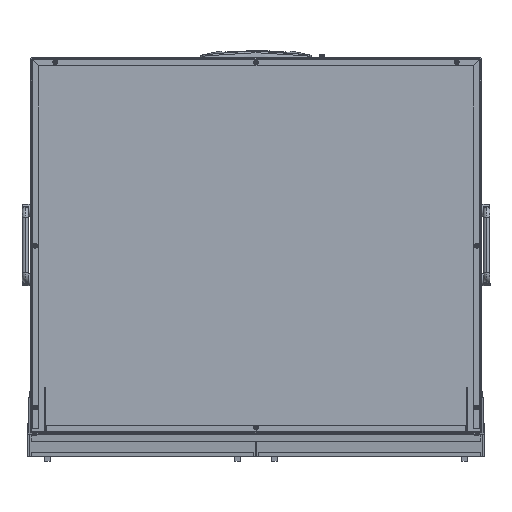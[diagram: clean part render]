
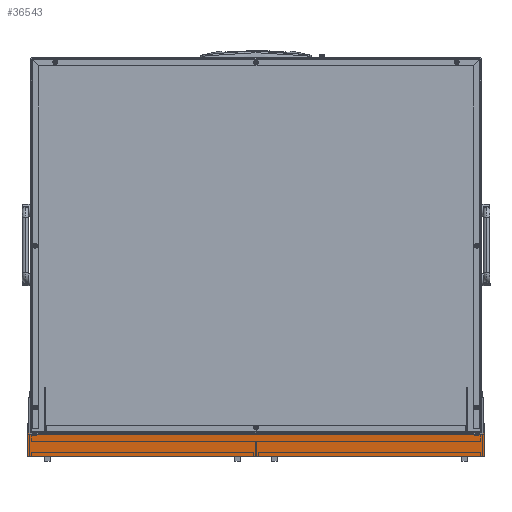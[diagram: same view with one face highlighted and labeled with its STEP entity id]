
A CAD part, front view. The second image highlights one B-rep face of the part: STEP entity #36543.
In plain terms, the highlighted face is planar.
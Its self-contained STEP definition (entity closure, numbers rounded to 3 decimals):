
#1290 = VECTOR ( 'NONE', #6449, 1000. ) ;
#2055 = VERTEX_POINT ( 'NONE', #10211 ) ;
#4266 = EDGE_CURVE ( 'NONE', #42438, #60325, #16151, .T. ) ;
#4691 = DIRECTION ( 'NONE',  ( -1., 0., 0. ) ) ;
#6010 = EDGE_CURVE ( 'NONE', #2055, #40940, #7320, .T. ) ;
#6011 = EDGE_LOOP ( 'NONE', ( #71939, #66897, #70032, #37761, #40131, #7763, #25349, #37621 ) ) ;
#6449 = DIRECTION ( 'NONE',  ( 0., -1., 0. ) ) ;
#7320 = LINE ( 'NONE', #68251, #77235 ) ;
#7763 = ORIENTED_EDGE ( 'NONE', *, *, #72088, .F. ) ;
#10211 = CARTESIAN_POINT ( 'NONE',  ( -329.5, -8., -273. ) ) ;
#11732 = VERTEX_POINT ( 'NONE', #27839 ) ;
#12275 = DIRECTION ( 'NONE',  ( 1., 0., 0. ) ) ;
#15585 = VECTOR ( 'NONE', #61244, 1000. ) ;
#16151 = LINE ( 'NONE', #40764, #69357 ) ;
#18732 = DIRECTION ( 'NONE',  ( 0., 0., 1. ) ) ;
#21983 = DIRECTION ( 'NONE',  ( -1., 0., 0. ) ) ;
#22264 = CARTESIAN_POINT ( 'NONE',  ( 329.5, -8., -273. ) ) ;
#25349 = ORIENTED_EDGE ( 'NONE', *, *, #4266, .T. ) ;
#27839 = CARTESIAN_POINT ( 'NONE',  ( 329.5, 33., -273. ) ) ;
#27961 = CARTESIAN_POINT ( 'NONE',  ( 327.5, 0., -273. ) ) ;
#31111 = VECTOR ( 'NONE', #71432, 1000. ) ;
#32990 = EDGE_CURVE ( 'NONE', #50893, #2055, #48049, .T. ) ;
#35341 = VERTEX_POINT ( 'NONE', #42718 ) ;
#35570 = EDGE_CURVE ( 'NONE', #11732, #50893, #58410, .T. ) ;
#36543 = ADVANCED_FACE ( 'NONE', ( #50580 ), #62674, .F. ) ;
#37621 = ORIENTED_EDGE ( 'NONE', *, *, #48671, .T. ) ;
#37761 = ORIENTED_EDGE ( 'NONE', *, *, #32990, .F. ) ;
#38378 = CARTESIAN_POINT ( 'NONE',  ( 327.5, -8., -273. ) ) ;
#39971 = DIRECTION ( 'NONE',  ( -1., 0., 0. ) ) ;
#40131 = ORIENTED_EDGE ( 'NONE', *, *, #35570, .F. ) ;
#40764 = CARTESIAN_POINT ( 'NONE',  ( 329.5, -8., -273. ) ) ;
#40940 = VERTEX_POINT ( 'NONE', #44329 ) ;
#41910 = CARTESIAN_POINT ( 'NONE',  ( 327.5, -8., -273. ) ) ;
#42175 = VECTOR ( 'NONE', #4691, 1000. ) ;
#42438 = VERTEX_POINT ( 'NONE', #56641 ) ;
#42718 = CARTESIAN_POINT ( 'NONE',  ( -327.5, 0., -273. ) ) ;
#44329 = CARTESIAN_POINT ( 'NONE',  ( -327.5, -8., -273. ) ) ;
#47491 = VECTOR ( 'NONE', #21983, 1000. ) ;
#48049 = LINE ( 'NONE', #60555, #1290 ) ;
#48671 = EDGE_CURVE ( 'NONE', #60325, #77368, #72135, .T. ) ;
#50116 = DIRECTION ( 'NONE',  ( 1., 0., 0. ) ) ;
#50580 = FACE_OUTER_BOUND ( 'NONE', #6011, .T. ) ;
#50893 = VERTEX_POINT ( 'NONE', #63141 ) ;
#54988 = VECTOR ( 'NONE', #58880, 1000. ) ;
#56641 = CARTESIAN_POINT ( 'NONE',  ( 329.5, -8., -273. ) ) ;
#56647 = CARTESIAN_POINT ( 'NONE',  ( -327.5, 33., -273. ) ) ;
#57667 = CARTESIAN_POINT ( 'NONE',  ( -327.5, -8., -273. ) ) ;
#58410 = LINE ( 'NONE', #78460, #42175 ) ;
#58880 = DIRECTION ( 'NONE',  ( 0., 1., 0. ) ) ;
#60325 = VERTEX_POINT ( 'NONE', #38378 ) ;
#60326 = AXIS2_PLACEMENT_3D ( 'NONE', #56647, #18732, #12275 ) ;
#60555 = CARTESIAN_POINT ( 'NONE',  ( -329.5, -8., -273. ) ) ;
#61244 = DIRECTION ( 'NONE',  ( 0., -1., 0. ) ) ;
#62674 = PLANE ( 'NONE',  #60326 ) ;
#63141 = CARTESIAN_POINT ( 'NONE',  ( -329.5, 33., -273. ) ) ;
#66897 = ORIENTED_EDGE ( 'NONE', *, *, #71173, .T. ) ;
#68251 = CARTESIAN_POINT ( 'NONE',  ( -329.5, -8., -273. ) ) ;
#69357 = VECTOR ( 'NONE', #39971, 1000. ) ;
#70032 = ORIENTED_EDGE ( 'NONE', *, *, #6010, .F. ) ;
#70354 = LINE ( 'NONE', #77170, #47491 ) ;
#70565 = EDGE_CURVE ( 'NONE', #77368, #35341, #70354, .T. ) ;
#71032 = LINE ( 'NONE', #22264, #31111 ) ;
#71173 = EDGE_CURVE ( 'NONE', #35341, #40940, #76156, .T. ) ;
#71432 = DIRECTION ( 'NONE',  ( 0., 1., 0. ) ) ;
#71939 = ORIENTED_EDGE ( 'NONE', *, *, #70565, .T. ) ;
#72088 = EDGE_CURVE ( 'NONE', #42438, #11732, #71032, .T. ) ;
#72135 = LINE ( 'NONE', #41910, #54988 ) ;
#76156 = LINE ( 'NONE', #57667, #15585 ) ;
#77170 = CARTESIAN_POINT ( 'NONE',  ( -327.5, 0., -273. ) ) ;
#77235 = VECTOR ( 'NONE', #50116, 1000. ) ;
#77368 = VERTEX_POINT ( 'NONE', #27961 ) ;
#78460 = CARTESIAN_POINT ( 'NONE',  ( -327.5, 33., -273. ) ) ;
